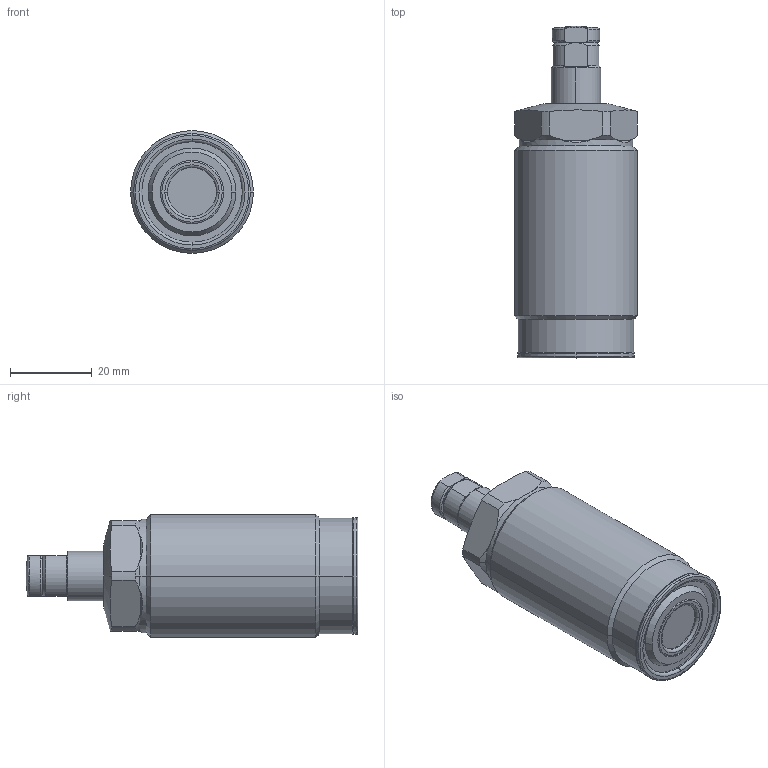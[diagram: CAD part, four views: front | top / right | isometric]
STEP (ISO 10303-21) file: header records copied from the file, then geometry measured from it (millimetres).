
FILE_DESCRIPTION(/* description */ (''),/* implementation_level */ '2;1');
FILE_NAME(/* name */ 'TSS30.stp',/* time_stamp */ '2025-01-10T10:39:13+08:00',/* author */ (''),/* organization */ (''),/* preprocessor_version */ 'ST-DEVELOPER v16.7',/* originating_system */ 'SIEMENS PLM Software NX 12.0',/* authorisation */ '');
FILE_SCHEMA (('AUTOMOTIVE_DESIGN { 1 0 10303 214 3 1 1 1 }'));
Length unit declared in the file: millimetre
Products named in the file (7): XLD-M8_Oring; XLD-M8_contactbolt; TSS30-51; TSS30-04; TSS30-01; TSS30-02; TSS30_stp
Assembly tree (6 placements, depth 3):
  TSS30_stp
    TSS30-01
    TSS30-02
      XLD-M8_contactbolt
      XLD-M8_Oring
    TSS30-04
    TSS30-51
Bounding box: 30 x 81 x 30 mm (x, y, z)
Volume: 41360.4 mm3; surface area: 9886.3 mm2
Topology: 5 solids, 5 shells, 143 faces, 324 edges, 200 vertices
Faces by surface type: cylinder 42, torus 36, plane 36, cone 27, sphere 2
Entity records: 4357 total; most frequent: CARTESIAN_POINT 902, DIRECTION 773, ORIENTED_EDGE 648, AXIS2_PLACEMENT_3D 339, EDGE_CURVE 324, VERTEX_POINT 200, CIRCLE 189, EDGE_LOOP 156
